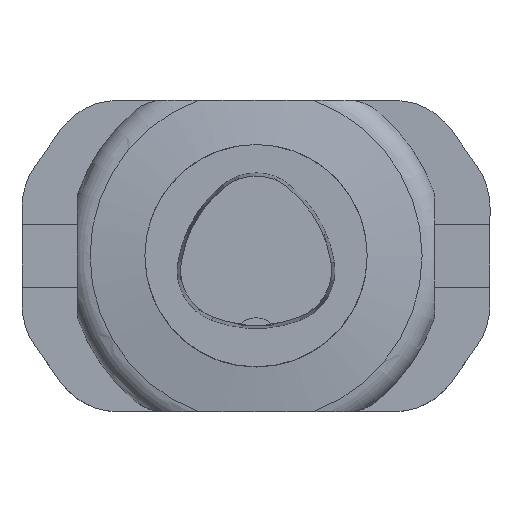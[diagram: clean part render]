
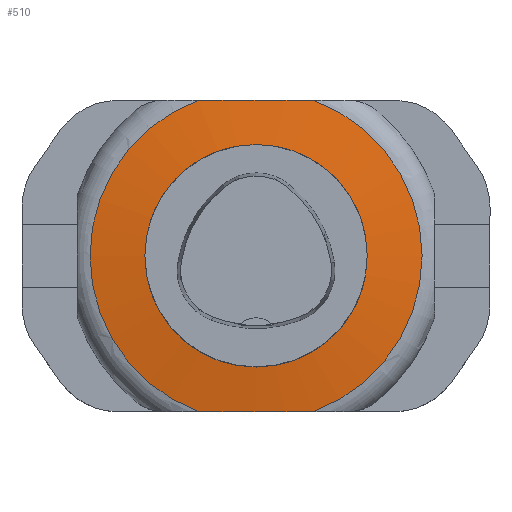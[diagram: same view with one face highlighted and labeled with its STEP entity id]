
A CAD part, top view. The second image highlights one B-rep face of the part: STEP entity #510.
In plain terms, the highlighted conical face has half-angle 82 degrees and reference radius 42.5 mm.
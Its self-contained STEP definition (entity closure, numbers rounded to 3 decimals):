
#301=CONICAL_SURFACE('',#3244,42.5,82.);
#335=B_SPLINE_CURVE_WITH_KNOTS('',3,(#4531,#4532,#4533,#4534),
 .UNSPECIFIED.,.F.,.F.,(4,4),(0.,1.),.UNSPECIFIED.);
#336=B_SPLINE_CURVE_WITH_KNOTS('',3,(#4535,#4536,#4537,#4538),
 .UNSPECIFIED.,.F.,.F.,(4,4),(0.,1.),.UNSPECIFIED.);
#456=FACE_BOUND('',#899,.T.);
#457=FACE_BOUND('',#900,.T.);
#510=ADVANCED_FACE('',(#456,#457),#301,.T.);
#899=EDGE_LOOP('',(#1567));
#900=EDGE_LOOP('',(#1568,#1569,#1570,#1571));
#1567=ORIENTED_EDGE('',*,*,#2525,.T.);
#1568=ORIENTED_EDGE('',*,*,#2563,.T.);
#1569=ORIENTED_EDGE('',*,*,#2575,.T.);
#1570=ORIENTED_EDGE('',*,*,#2572,.T.);
#1571=ORIENTED_EDGE('',*,*,#2576,.T.);
#2263=VERTEX_POINT('',#4366);
#2292=VERTEX_POINT('',#4482);
#2293=VERTEX_POINT('',#4484);
#2298=VERTEX_POINT('',#4516);
#2299=VERTEX_POINT('',#4518);
#2525=EDGE_CURVE('',#2263,#2263,#2904,.T.);
#2563=EDGE_CURVE('',#2293,#2292,#2908,.T.);
#2572=EDGE_CURVE('',#2299,#2298,#2911,.T.);
#2575=EDGE_CURVE('',#2292,#2299,#335,.T.);
#2576=EDGE_CURVE('',#2298,#2293,#336,.T.);
#2904=CIRCLE('',#3216,25.);
#2908=CIRCLE('',#3236,37.335);
#2911=CIRCLE('',#3242,37.335);
#3216=AXIS2_PLACEMENT_3D('',#4365,#3542,#3543);
#3236=AXIS2_PLACEMENT_3D('',#4483,#3604,#3605);
#3242=AXIS2_PLACEMENT_3D('',#4517,#3618,#3619);
#3244=AXIS2_PLACEMENT_3D('',#4539,#3622,#3623);
#3542=DIRECTION('',(0.,0.,-1.));
#3543=DIRECTION('',(-1.,0.,0.));
#3604=DIRECTION('',(0.,0.,1.));
#3605=DIRECTION('',(1.,0.,0.));
#3618=DIRECTION('',(0.,0.,1.));
#3619=DIRECTION('',(1.,0.,0.));
#3622=DIRECTION('',(0.,0.,-1.));
#3623=DIRECTION('',(-1.,0.,0.));
#4365=CARTESIAN_POINT('',(0.,0.,-21.));
#4366=CARTESIAN_POINT('',(-25.,0.,-21.));
#4482=CARTESIAN_POINT('',(-12.996,-35.,-22.734));
#4483=CARTESIAN_POINT('',(0.,0.,-22.734));
#4484=CARTESIAN_POINT('',(-12.996,35.,-22.734));
#4516=CARTESIAN_POINT('',(12.996,35.,-22.734));
#4517=CARTESIAN_POINT('',(0.,0.,-22.734));
#4518=CARTESIAN_POINT('',(12.996,-35.,-22.734));
#4531=CARTESIAN_POINT('',(-12.996,-35.,-22.734));
#4532=CARTESIAN_POINT('',(-4.34,-35.,-22.31));
#4533=CARTESIAN_POINT('',(4.325,-35.,-22.309));
#4534=CARTESIAN_POINT('',(12.996,-35.,-22.734));
#4535=CARTESIAN_POINT('',(12.996,35.,-22.734));
#4536=CARTESIAN_POINT('',(4.325,35.,-22.309));
#4537=CARTESIAN_POINT('',(-4.34,35.,-22.31));
#4538=CARTESIAN_POINT('',(-12.996,35.,-22.734));
#4539=CARTESIAN_POINT('',(0.,0.,-23.459));
